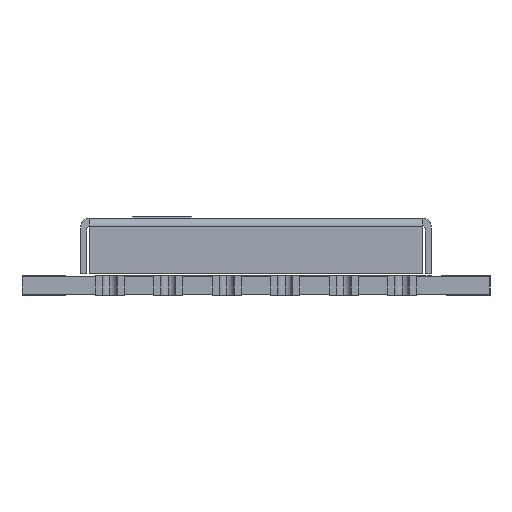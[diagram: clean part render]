
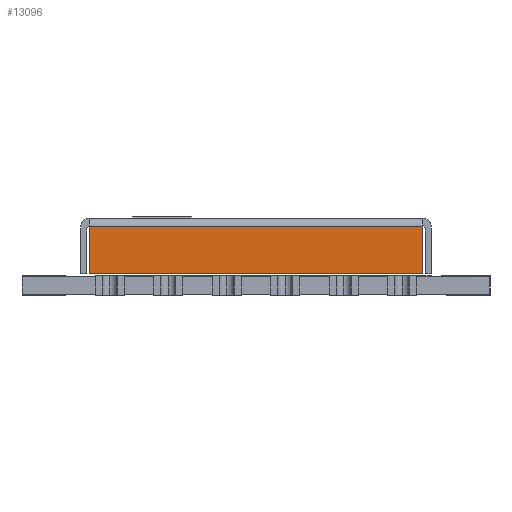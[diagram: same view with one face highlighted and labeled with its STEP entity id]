
A CAD part, left-side view. The second image highlights one B-rep face of the part: STEP entity #13096.
In plain terms, the highlighted planar face has unit normal (-1, 0, 0).
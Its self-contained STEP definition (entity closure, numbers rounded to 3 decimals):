
#12888 = VERTEX_POINT('',#12889);
#12889 = CARTESIAN_POINT('',(-10.5,-5.7,0.7));
#12895 = EDGE_CURVE('',#12896,#12888,#12898,.T.);
#12896 = VERTEX_POINT('',#12897);
#12897 = CARTESIAN_POINT('',(-10.5,5.7,0.7));
#12898 = LINE('',#12899,#12900);
#12899 = CARTESIAN_POINT('',(-10.5,0.,0.7));
#12900 = VECTOR('',#12901,1.);
#12901 = DIRECTION('',(0.,-1.,-0.));
#12918 = EDGE_CURVE('',#12919,#12896,#12921,.T.);
#12919 = VERTEX_POINT('',#12920);
#12920 = CARTESIAN_POINT('',(-10.5,5.7,2.3));
#12921 = LINE('',#12922,#12923);
#12922 = CARTESIAN_POINT('',(-10.5,5.7,0.6));
#12923 = VECTOR('',#12924,1.);
#12924 = DIRECTION('',(0.,-0.,-1.));
#12957 = VERTEX_POINT('',#12958);
#12958 = CARTESIAN_POINT('',(-10.5,-5.7,2.3));
#12965 = EDGE_CURVE('',#12888,#12957,#12966,.T.);
#12966 = LINE('',#12967,#12968);
#12967 = CARTESIAN_POINT('',(-10.5,-5.7,0.6));
#12968 = VECTOR('',#12969,1.);
#12969 = DIRECTION('',(0.,0.,1.));
#13096 = ADVANCED_FACE('',(#13097),#13108,.T.);
#13097 = FACE_BOUND('',#13098,.T.);
#13098 = EDGE_LOOP('',(#13099,#13105,#13106,#13107));
#13099 = ORIENTED_EDGE('',*,*,#13100,.T.);
#13100 = EDGE_CURVE('',#12957,#12919,#13101,.T.);
#13101 = LINE('',#13102,#13103);
#13102 = CARTESIAN_POINT('',(-10.5,6.,2.3));
#13103 = VECTOR('',#13104,1.);
#13104 = DIRECTION('',(0.,1.,-0.));
#13105 = ORIENTED_EDGE('',*,*,#12918,.T.);
#13106 = ORIENTED_EDGE('',*,*,#12895,.T.);
#13107 = ORIENTED_EDGE('',*,*,#12965,.T.);
#13108 = PLANE('',#13109);
#13109 = AXIS2_PLACEMENT_3D('',#13110,#13111,#13112);
#13110 = CARTESIAN_POINT('',(-10.5,6.,0.6));
#13111 = DIRECTION('',(-1.,0.,0.));
#13112 = DIRECTION('',(0.,0.,1.));
